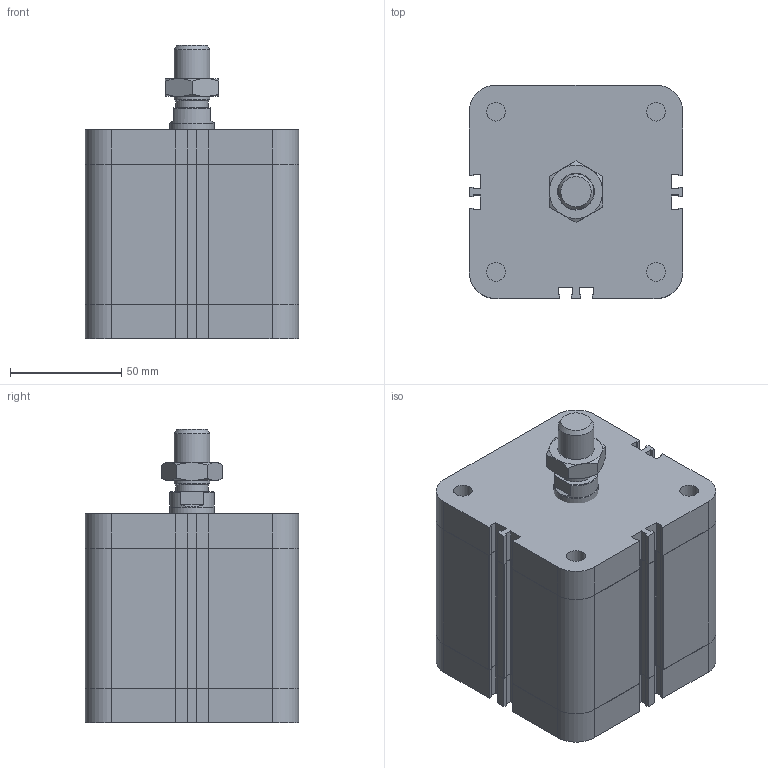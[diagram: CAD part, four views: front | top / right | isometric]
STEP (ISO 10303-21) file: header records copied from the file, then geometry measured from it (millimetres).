
FILE_DESCRIPTION((''),'2;1');
FILE_NAME('155#_80_0040_02_#-01.iam.step','2011-03-29T11:00:18',(''),(''),'Autodesk Inventor 2011','Autodesk Inventor 2011','');
FILE_SCHEMA(('AUTOMOTIVE_DESIGN { 1 0 10303 214 1 1 1 1 }'));
Length unit declared in the file: millimetre
Products named in the file (6): 155#_80_0040_02_#-01; 1580_502; 1540_503_80_0040; 1540_531_80_0040; 1580_501; 1320_50_18F
Assembly tree (5 placements, depth 2):
  155#_80_0040_02_#-01
    1580_502
    1540_503_80_0040
    1540_531_80_0040
    1580_501
    1320_50_18F
Bounding box: 96 x 96 x 132 mm (x, y, z)
Volume: 655367.7 mm3; surface area: 126457.5 mm2
Topology: 5 solids, 5 shells, 291 faces, 812 edges, 538 vertices
Faces by surface type: plane 191, cylinder 81, cone 19
Full cylindrical faces by diameter (mm): 6 x2, 8.4 x8, 8.7 x2, 10 x1, 12 x1, 14.5 x2, 16 x1, 19.8 x1, 20 x1, 80 x2
Entity records: 9407 total; most frequent: CARTESIAN_POINT 1658, ORIENTED_EDGE 1548, DIRECTION 1538, EDGE_CURVE 774, VECTOR 558, LINE 558, VERTEX_POINT 526, AXIS2_PLACEMENT_3D 490
